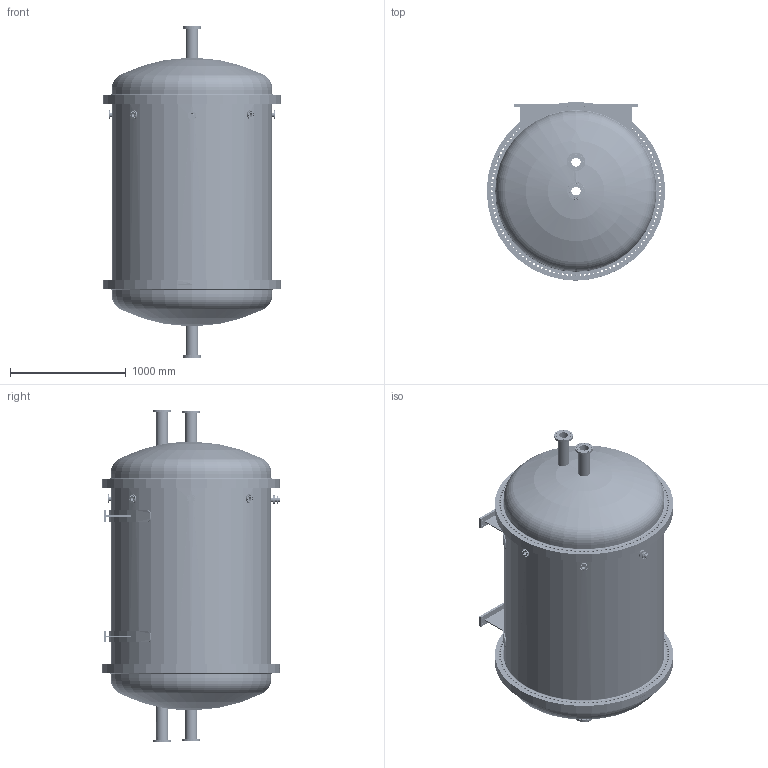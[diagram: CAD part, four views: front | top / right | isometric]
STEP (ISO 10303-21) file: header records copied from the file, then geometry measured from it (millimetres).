
FILE_DESCRIPTION(('CoCreate Modeling STEP Export'),'2;1');
FILE_NAME('press_vessel_20bar.stp','2011-11-03T 4:56:02',(''),(''),'CoCreate Modeling STEP processor for AP214 (Solid Model)','CoCreate Modeling 16.00A 16-Aug-2008 (C) Parametric Technology GmbH','');
FILE_SCHEMA(('AUTOMOTIVE_DESIGN { 1 0 10303 214 1 1 1 1 }'));
Length unit declared in the file: millimetre
Products named in the file (29): tracking_head_O_ring; nozzle_auxiliary; nozzle_central; flange_aux; CF_6in_mdc_110026.1; head_weldment; p1; p2; pipe_tube5182K834; tube; flange_flat; half_nipple_DN40_mdc_401002; cu_bar.20; cu_bar.2; cu_bar.22.4; shield-vessel; main_vessel_bolt_flange_Oring; flange.1; insulator; conductor; plunger; hv_feedthrough_DN40; half_nipple_DN40_mdc_401002.1; main_cyl_vessel; pad; plate; base; support; pv
Assembly tree (79 placements, depth 5):
  pv
    support  x2
      base
      plate
      pad
    head_weldment  x2
      CF_6in_mdc_110026.1
      flange_aux
      nozzle_central
      nozzle_auxiliary
      tracking_head_O_ring
    main_cyl_vessel
      half_nipple_DN40_mdc_401002  x7
        flange_flat
        tube
      half_nipple_DN40_mdc_401002.1
        hv_feedthrough_DN40
          plunger
          conductor
          insulator
          flange.1
        flange_flat
        tube
      main_vessel_bolt_flange_Oring
      shield-vessel
        cu_bar.22.4  x7
        cu_bar.20  x35
        cu_bar.2
      pipe_tube5182K834  x2
        p2
        p1
Bounding box: 1540 x 1556.76 x 2864.27 mm (x, y, z)
Volume: 596588813.8 mm3; surface area: 51995509.2 mm2
Topology: 84 solids, 84 shells, 6783 faces, 18079 edges, 11480 vertices
Faces by surface type: cylinder 4495, torus 784, plane 746, cone 712, bspline 32, sphere 14
Entity records: 91235 total; most frequent: CARTESIAN_POINT 34021, ORIENTED_EDGE 12526, DIRECTION 8675, EDGE_CURVE 6263, VERTEX_POINT 4071, EDGE_LOOP 3826, AXIS2_PLACEMENT_3D 3312, FACE_OUTER_BOUND 2260
